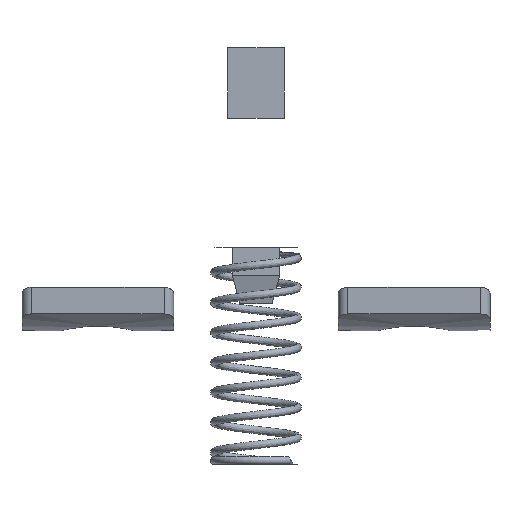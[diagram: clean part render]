
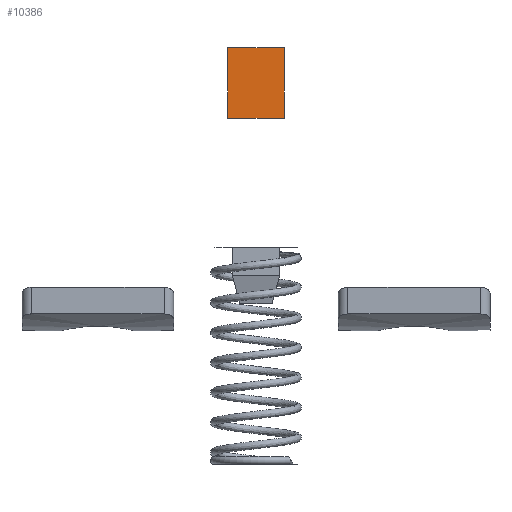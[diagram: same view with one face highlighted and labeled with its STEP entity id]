
A CAD part, front view. The second image highlights one B-rep face of the part: STEP entity #10386.
In plain terms, the highlighted face is planar.
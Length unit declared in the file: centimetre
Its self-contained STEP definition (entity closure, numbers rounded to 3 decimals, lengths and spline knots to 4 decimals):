
#1283=FACE_OUTER_BOUND('',#1888,.T.);
#1888=EDGE_LOOP('',(#9476,#9477,#9478,#9479));
#2900=LINE('',#22297,#3923);
#2904=LINE('',#22305,#3927);
#2909=LINE('',#22315,#3932);
#2911=LINE('',#22318,#3934);
#3923=VECTOR('',#13653,0.373);
#3927=VECTOR('',#13659,0.3);
#3932=VECTOR('',#13668,0.373);
#3934=VECTOR('',#13672,0.3);
#4906=VERTEX_POINT('',#22295);
#4907=VERTEX_POINT('',#22296);
#4910=VERTEX_POINT('',#22304);
#4913=VERTEX_POINT('',#22314);
#6416=EDGE_CURVE('',#4906,#4907,#2900,.T.);
#6420=EDGE_CURVE('',#4910,#4906,#2904,.T.);
#6425=EDGE_CURVE('',#4913,#4910,#2909,.T.);
#6427=EDGE_CURVE('',#4907,#4913,#2911,.T.);
#9476=ORIENTED_EDGE('',*,*,#6420,.F.);
#9477=ORIENTED_EDGE('',*,*,#6425,.F.);
#9478=ORIENTED_EDGE('',*,*,#6427,.F.);
#9479=ORIENTED_EDGE('',*,*,#6416,.F.);
#9846=PLANE('',#11143);
#10386=ADVANCED_FACE('',(#1283),#9846,.T.);
#11143=AXIS2_PLACEMENT_3D('',#22319,#13673,#13674);
#13653=DIRECTION('',(0.,0.,1.));
#13659=DIRECTION('',(1.,0.,0.));
#13668=DIRECTION('',(0.,0.,-1.));
#13672=DIRECTION('',(-1.,0.,0.));
#13673=DIRECTION('center_axis',(0.,1.,0.));
#13674=DIRECTION('ref_axis',(-1.,0.,0.));
#22295=CARTESIAN_POINT('',(0.15,0.205,0.302));
#22296=CARTESIAN_POINT('',(0.15,0.205,0.675));
#22297=CARTESIAN_POINT('',(0.15,0.205,0.4497));
#22304=CARTESIAN_POINT('',(-0.15,0.205,0.302));
#22305=CARTESIAN_POINT('',(0.787,0.205,0.302));
#22314=CARTESIAN_POINT('',(-0.15,0.205,0.675));
#22315=CARTESIAN_POINT('',(-0.15,0.205,0.2632));
#22318=CARTESIAN_POINT('',(0.637,0.205,0.675));
#22319=CARTESIAN_POINT('Origin',(1.424,0.205,0.2243));
